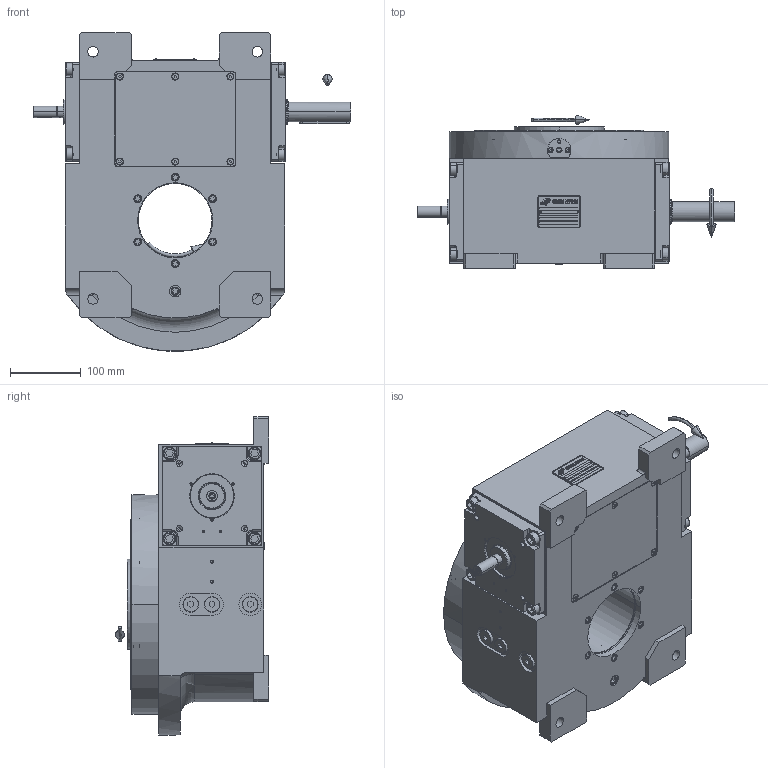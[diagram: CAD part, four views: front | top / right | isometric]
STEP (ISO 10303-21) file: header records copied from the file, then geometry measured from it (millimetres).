
FILE_DESCRIPTION (( 'STEP AP203' ), '1' );
FILE_NAME ('PC5201713.step', '2025-12-02T08:02:42', ( '' ), ( '' ), 'SwSTEP 2.0', 'SolidWorks 2020', '' );
FILE_SCHEMA (( 'CONFIG_CONTROL_DESIGN' ));
Length unit declared in the file: millimetre
Products named in the file (83): AS_rig09_016; rig09_004; cfn2151_01_233; cfn2000_01_081; CFN2000_01_185.stp; cfn2003_01_054; AS_rig09_014_s_003; AS_rig09_004; rig09_071_8_m_n_02.stp; cfn2000_01_152; cfn2077_01_036; CFN2010_02_002.stp; AS_cfn2476_01_002_60x46; cfn2000_01_099; CFN2104_02_018.stp; cfn2155_01_166; rig09_001_a_s_012; cfn2070_05_009; cfn2128_19_002; cfn2128_04_002; RIG09_021_AF0.stp; cfn2000_01_161; RIG09_005_ASM.stp; 900_38_30_003; cfn2155_01_095; rig09_016; cfn2115_02_057; rig09_014_s_003; AS_rig09_071_8_m_n_02; AS_rig09_002_bl; CFN2223_02_003.stp; cfn2104_01_018; CFN2155_01_195.stp; freccia_angolare_albero; rig09_007_master; CFN2223_02_004.stp; freccia_angolare; cfn2115_01_006; cfn2276_01_056; cfn2476_01_002_60x46 ...
Assembly tree (71 placements, depth 5):
  cfn2151_01_233
  cfn2077_01_036
  cfn2115_02_057
  CFN2223_02_003.stp
  rig09_007_master
Bounding box: 448.5 x 216.5 x 450 mm (x, y, z)
Volume: 4765698.2 mm3; surface area: 1242247.6 mm2
Topology: 63 solids, 63 shells, 2007 faces, 4938 edges, 3164 vertices
Faces by surface type: plane 1033, cylinder 639, cone 304, torus 25, sphere 4, bspline 2
Entity records: 69410 total; most frequent: CARTESIAN_POINT 13625, DIRECTION 9998, ORIENTED_EDGE 9536, EDGE_CURVE 4768, AXIS2_PLACEMENT_3D 3445, VECTOR 3108, LINE 3108, VERTEX_POINT 3103
